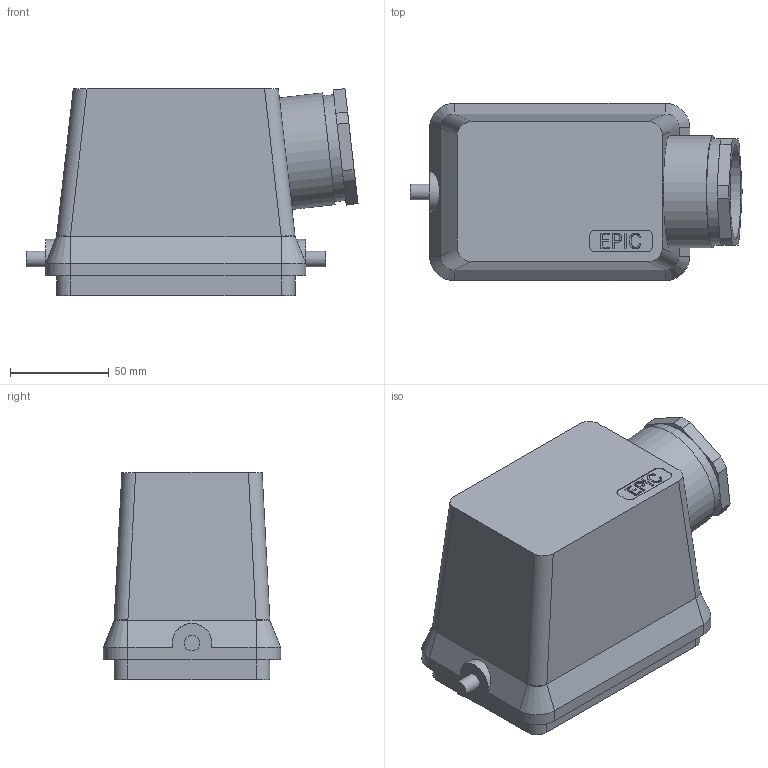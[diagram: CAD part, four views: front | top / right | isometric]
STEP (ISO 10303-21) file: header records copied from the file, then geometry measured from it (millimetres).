
FILE_DESCRIPTION( ( 'Unknown' ), '1' );
FILE_NAME( 'H_A_64_TS_42.stp', 'Unknown', ( 'Unknown' ), ( 'Unknown' ), 'PSStep 11.0', 'Unknown', ' ' );
FILE_SCHEMA( ( 'AUTOMOTIVE_DESIGN { 1 0 10303 214 1 1 1 1 }' ) );
Length unit declared in the file: millimetre
Products named in the file (1): 1
Bounding box: 168.45 x 90 x 105.08 mm (x, y, z)
Volume: 215476.2 mm3; surface area: 104689.7 mm2
Topology: 1 solids, 1 shells, 212 faces, 580 edges, 381 vertices
Faces by surface type: plane 151, cylinder 49, bspline 4, extrusion 4, cone 4
Full cylindrical faces by diameter (mm): 2.459 x16, 8 x2, 48 x1, 54 x1, 57 x1
Entity records: 9130 total; most frequent: CARTESIAN_POINT 2159, ORIENTED_EDGE 1098, DIRECTION 1010, EDGE_CURVE 549, VECTOR 386, LINE 382, VERTEX_POINT 371, AXIS2_PLACEMENT_3D 312
